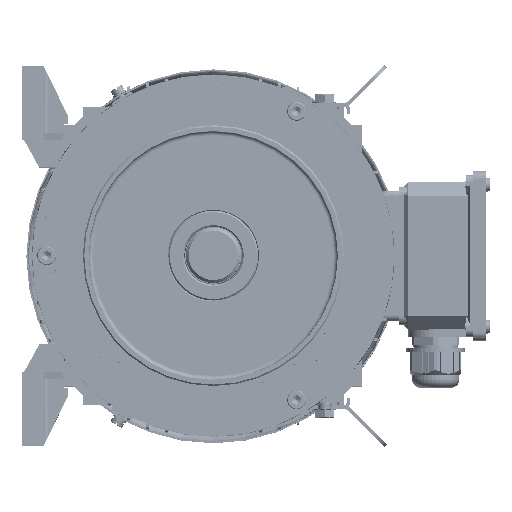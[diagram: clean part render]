
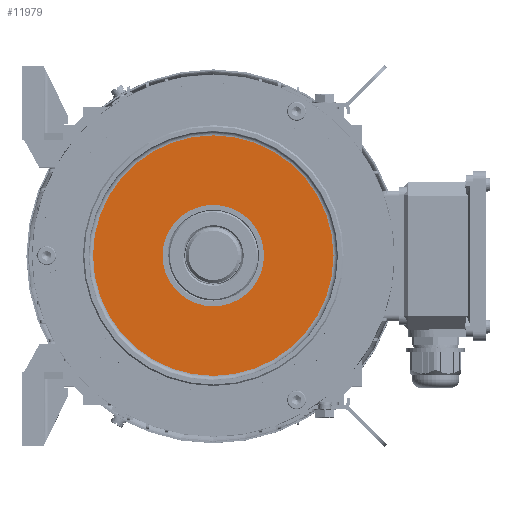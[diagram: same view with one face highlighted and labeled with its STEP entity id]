
A CAD part, top view. The second image highlights one B-rep face of the part: STEP entity #11979.
In plain terms, the highlighted planar face has unit normal (0, 0, 1).
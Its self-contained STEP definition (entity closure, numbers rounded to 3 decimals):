
#2424=FACE_BOUND('',#24958,.T.);
#2425=FACE_BOUND('',#24959,.T.);
#4746=PLANE('',#109968);
#11979=ADVANCED_FACE('',(#2424,#2425),#4746,.F.);
#24958=EDGE_LOOP('',(#65616));
#24959=EDGE_LOOP('',(#65617));
#65616=ORIENTED_EDGE('',*,*,#94600,.F.);
#65617=ORIENTED_EDGE('',*,*,#94599,.T.);
#81223=VERTEX_POINT('',#170220);
#81224=VERTEX_POINT('',#170223);
#94599=EDGE_CURVE('',#81223,#81223,#102105,.T.);
#94600=EDGE_CURVE('',#81224,#81224,#102106,.T.);
#102105=CIRCLE('',#109965,83.);
#102106=CIRCLE('',#109967,35.);
#109965=AXIS2_PLACEMENT_3D('',#170219,#133133,#133134);
#109967=AXIS2_PLACEMENT_3D('',#170222,#133137,#133138);
#109968=AXIS2_PLACEMENT_3D('',#170224,#133139,#133140);
#133133=DIRECTION('',(0.,0.,1.));
#133134=DIRECTION('',(0.,-1.,0.));
#133137=DIRECTION('',(0.,0.,1.));
#133138=DIRECTION('',(0.,-1.,0.));
#133139=DIRECTION('',(0.,0.,-1.));
#133140=DIRECTION('',(0.,1.,0.));
#170219=CARTESIAN_POINT('',(0.,0.,277.));
#170220=CARTESIAN_POINT('',(0.,-83.,277.));
#170222=CARTESIAN_POINT('',(0.,0.,277.));
#170223=CARTESIAN_POINT('',(0.,-35.,277.));
#170224=CARTESIAN_POINT('',(83.,0.,277.));
